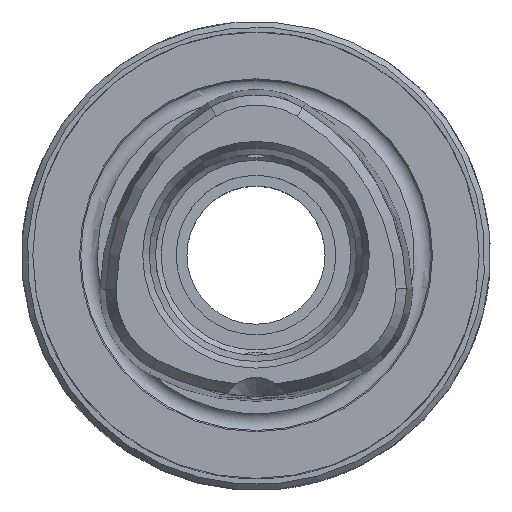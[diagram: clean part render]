
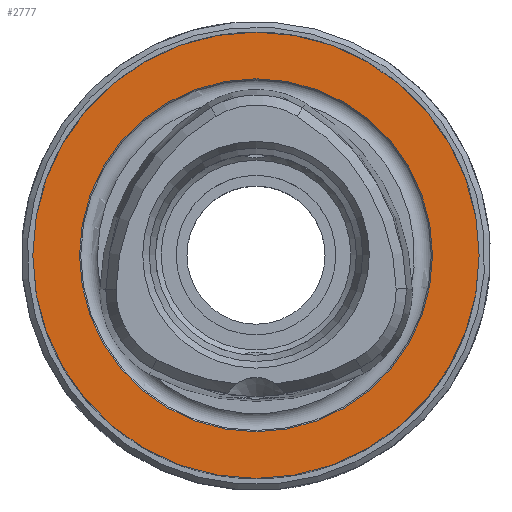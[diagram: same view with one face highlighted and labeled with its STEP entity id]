
A CAD part, top view. The second image highlights one B-rep face of the part: STEP entity #2777.
In plain terms, the highlighted planar face has unit normal (0, 0, 1).
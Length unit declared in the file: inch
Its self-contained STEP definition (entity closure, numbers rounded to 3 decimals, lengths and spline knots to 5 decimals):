
#45=FACE_BOUND('',#608,.T.);
#112=PLANE('',#3095);
#437=FACE_OUTER_BOUND('',#607,.T.);
#607=EDGE_LOOP('',(#2435));
#608=EDGE_LOOP('',(#2436));
#941=CIRCLE('',#3008,0.7874);
#975=CIRCLE('',#3091,0.62261);
#1181=VERTEX_POINT('',#5476);
#1239=VERTEX_POINT('',#5822);
#1545=EDGE_CURVE('',#1181,#1181,#941,.T.);
#1638=EDGE_CURVE('',#1239,#1239,#975,.T.);
#2435=ORIENTED_EDGE('',*,*,#1545,.T.);
#2436=ORIENTED_EDGE('',*,*,#1638,.T.);
#2777=ADVANCED_FACE('',(#437,#45),#112,.T.);
#3008=AXIS2_PLACEMENT_3D('',#5478,#3586,#3587);
#3091=AXIS2_PLACEMENT_3D('',#5824,#3789,#3790);
#3095=AXIS2_PLACEMENT_3D('',#5828,#3797,#3798);
#3586=DIRECTION('center_axis',(0.,0.,
1.));
#3587=DIRECTION('ref_axis',(1.,0.,0.));
#3789=DIRECTION('center_axis',(0.,0.,
-1.));
#3790=DIRECTION('ref_axis',(0.,1.,0.));
#3797=DIRECTION('center_axis',(0.,0.,
1.));
#3798=DIRECTION('ref_axis',(1.,0.,0.));
#5476=CARTESIAN_POINT('',(-0.98829,-0.12034,0.14861));
#5478=CARTESIAN_POINT('Origin',(-0.20089,-0.12034,0.14861));
#5822=CARTESIAN_POINT('',(-0.20089,-0.74294,0.14861));
#5824=CARTESIAN_POINT('Origin',(-0.20089,-0.12034,0.14861));
#5828=CARTESIAN_POINT('Origin',(-0.20089,-0.12034,0.14861));
